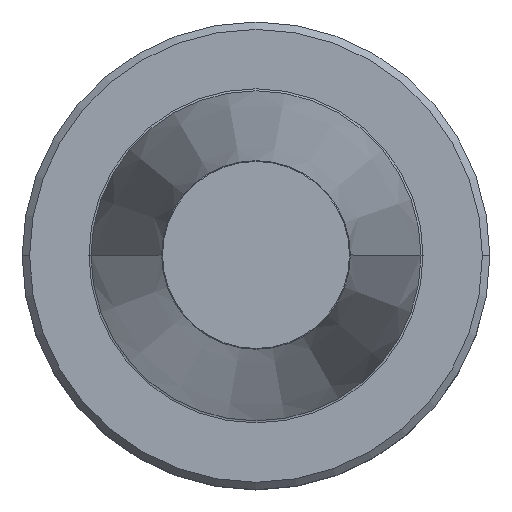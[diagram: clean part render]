
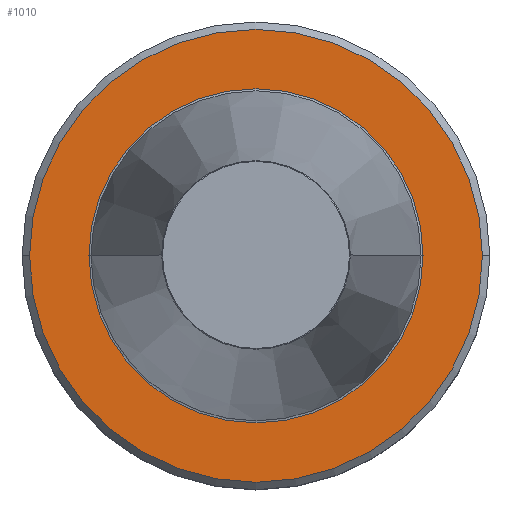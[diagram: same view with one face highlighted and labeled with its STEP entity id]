
A CAD part, top view. The second image highlights one B-rep face of the part: STEP entity #1010.
In plain terms, the highlighted planar face has unit normal (0, 0, 1).
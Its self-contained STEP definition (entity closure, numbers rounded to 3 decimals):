
#15 = CIRCLE ( 'NONE', #157, 22.5 ) ;
#55 = CIRCLE ( 'NONE', #941, 30.5 ) ;
#72 = AXIS2_PLACEMENT_3D ( 'NONE', #531, #936, #693 ) ;
#99 = ORIENTED_EDGE ( 'NONE', *, *, #764, .F. ) ;
#105 = DIRECTION ( 'NONE',  ( 0., 0., 1. ) ) ;
#132 = CARTESIAN_POINT ( 'NONE',  ( 0., 0., -2.002 ) ) ;
#154 = EDGE_LOOP ( 'NONE', ( #99, #650 ) ) ;
#157 = AXIS2_PLACEMENT_3D ( 'NONE', #177, #741, #259 ) ;
#159 = AXIS2_PLACEMENT_3D ( 'NONE', #132, #697, #218 ) ;
#177 = CARTESIAN_POINT ( 'NONE',  ( 0., 0., -2.002 ) ) ;
#218 = DIRECTION ( 'NONE',  ( 1., 0., 0. ) ) ;
#259 = DIRECTION ( 'NONE',  ( 1., 0., 0. ) ) ;
#300 = CARTESIAN_POINT ( 'NONE',  ( 0., 0., -2.002 ) ) ;
#361 = CARTESIAN_POINT ( 'NONE',  ( 22.5, 0., -2.002 ) ) ;
#383 = DIRECTION ( 'NONE',  ( 1., 0., 0. ) ) ;
#413 = ORIENTED_EDGE ( 'NONE', *, *, #1018, .T. ) ;
#477 = FACE_BOUND ( 'NONE', #154, .T. ) ;
#531 = CARTESIAN_POINT ( 'NONE',  ( 0., 30.5, -2.002 ) ) ;
#591 = CARTESIAN_POINT ( 'NONE',  ( 0., 0., -2.002 ) ) ;
#607 = PLANE ( 'NONE',  #72 ) ;
#633 = CIRCLE ( 'NONE', #159, 22.5 ) ;
#650 = ORIENTED_EDGE ( 'NONE', *, *, #1023, .F. ) ;
#668 = DIRECTION ( 'NONE',  ( 1., 0., 0. ) ) ;
#693 = DIRECTION ( 'NONE',  ( -1., 0., 0. ) ) ;
#697 = DIRECTION ( 'NONE',  ( 0., 0., 1. ) ) ;
#705 = VERTEX_POINT ( 'NONE', #1033 ) ;
#741 = DIRECTION ( 'NONE',  ( 0., 0., 1. ) ) ;
#764 = EDGE_CURVE ( 'NONE', #841, #705, #15, .T. ) ;
#821 = EDGE_CURVE ( 'NONE', #942, #946, #1005, .T. ) ;
#841 = VERTEX_POINT ( 'NONE', #361 ) ;
#855 = EDGE_LOOP ( 'NONE', ( #413, #1009 ) ) ;
#859 = CARTESIAN_POINT ( 'NONE',  ( 30.5, 0., -2.002 ) ) ;
#870 = DIRECTION ( 'NONE',  ( 0., 0., 1. ) ) ;
#889 = FACE_OUTER_BOUND ( 'NONE', #855, .T. ) ;
#936 = DIRECTION ( 'NONE',  ( 0., 0., -1. ) ) ;
#941 = AXIS2_PLACEMENT_3D ( 'NONE', #300, #870, #383 ) ;
#942 = VERTEX_POINT ( 'NONE', #859 ) ;
#946 = VERTEX_POINT ( 'NONE', #1014 ) ;
#1005 = CIRCLE ( 'NONE', #1051, 30.5 ) ;
#1009 = ORIENTED_EDGE ( 'NONE', *, *, #821, .T. ) ;
#1010 = ADVANCED_FACE ( 'NONE', ( #477, #889 ), #607, .F. ) ;
#1014 = CARTESIAN_POINT ( 'NONE',  ( -30.5, 0., -2.002 ) ) ;
#1018 = EDGE_CURVE ( 'NONE', #946, #942, #55, .T. ) ;
#1023 = EDGE_CURVE ( 'NONE', #705, #841, #633, .T. ) ;
#1033 = CARTESIAN_POINT ( 'NONE',  ( -22.5, 0., -2.002 ) ) ;
#1051 = AXIS2_PLACEMENT_3D ( 'NONE', #591, #105, #668 ) ;
